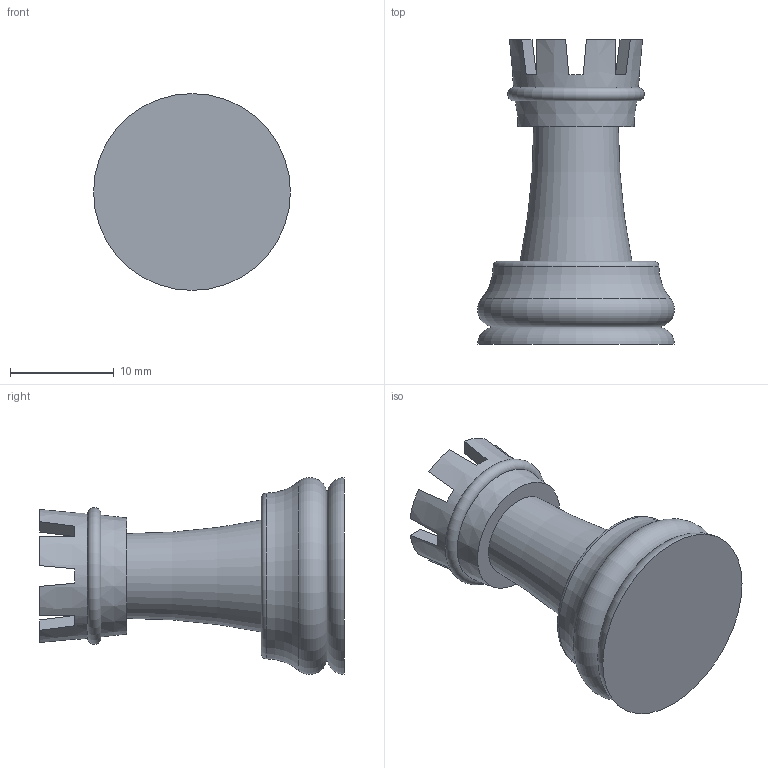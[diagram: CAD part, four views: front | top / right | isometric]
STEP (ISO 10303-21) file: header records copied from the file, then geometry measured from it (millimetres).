
FILE_DESCRIPTION(/* description */ (''),/* implementation_level */ '2;1');
FILE_NAME(/* name */ 'chess_turm v2.step',/* time_stamp */ '2021-03-21T00:15:59+01:00',/* author */ (''),/* organization */ (''),/* preprocessor_version */ 'ST-DEVELOPER v18.1',/* originating_system */ 'Autodesk Translation Framework v9.10.0.1330',/* authorisation */ '');
FILE_SCHEMA (('AUTOMOTIVE_DESIGN { 1 0 10303 214 3 1 1 }'));
Length unit declared in the file: millimetre
Products named in the file (1): chess_turm
Bounding box: 19 x 29.4 x 19 mm (x, y, z)
Volume: 3463.7 mm3; surface area: 1922.5 mm2
Topology: 1 solids, 1 shells, 44 faces, 115 edges, 75 vertices
Faces by surface type: plane 28, cone 10, torus 6
Entity records: 1440 total; most frequent: CARTESIAN_POINT 331, ORIENTED_EDGE 230, DIRECTION 222, EDGE_CURVE 115, AXIS2_PLACEMENT_3D 94, VERTEX_POINT 75, CIRCLE 49, EDGE_LOOP 46
